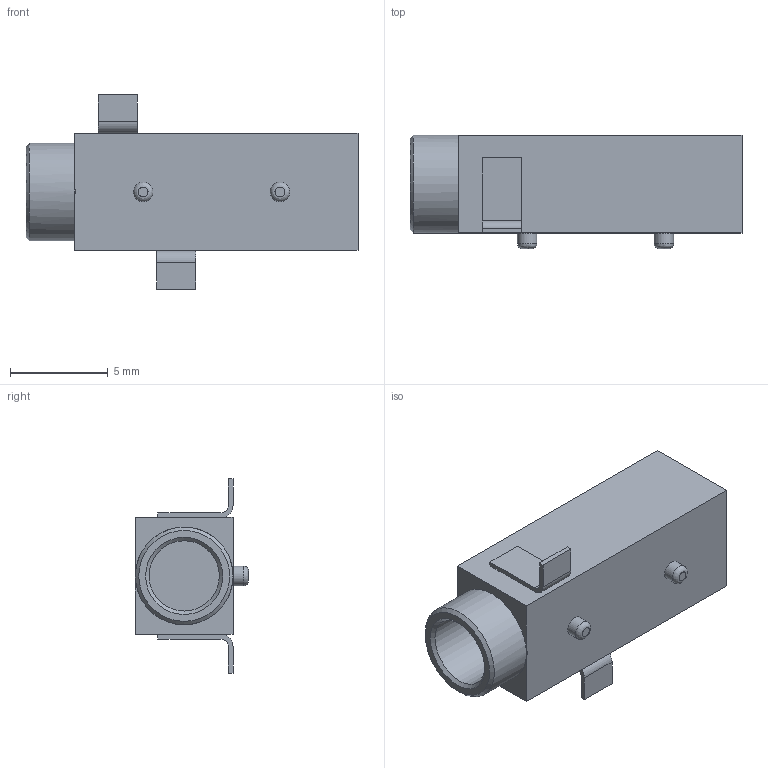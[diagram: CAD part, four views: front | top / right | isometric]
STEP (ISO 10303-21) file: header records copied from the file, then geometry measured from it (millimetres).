
FILE_DESCRIPTION(('FreeCAD Model'),'2;1');
FILE_NAME('Open CASCADE Shape Model','2025-02-07T13:24:15',('Author'),( ''),'Open CASCADE STEP processor 7.8','FreeCAD','Unknown');
FILE_SCHEMA(('AUTOMOTIVE_DESIGN { 1 0 10303 214 1 1 1 1 }'));
Length unit declared in the file: millimetre
Products named in the file (4): sj-3524-smt-tr-pi v005; sj-3524-smt-tr-pi v1; sj-3524-smt-tr-pi v002; sj-3524-smt-tr-pi v004
Assembly tree (3 placements, depth 2):
  sj-3524-smt-tr-pi v005
    sj-3524-smt-tr-pi v1
    sj-3524-smt-tr-pi v002
    sj-3524-smt-tr-pi v004
Bounding box: 17 x 5.8 x 9.96 mm (x, y, z)
Volume: 322.3 mm3; surface area: 656.9 mm2
Topology: 3 solids, 3 shells, 47 faces, 110 edges, 72 vertices
Faces by surface type: plane 35, cylinder 8, cone 2, bspline 2
Full cylindrical faces by diameter (mm): 1 x2, 3.6 x1, 5 x1
Entity records: 1478 total; most frequent: CARTESIAN_POINT 285, DIRECTION 238, ORIENTED_EDGE 220, EDGE_CURVE 110, LINE 80, VECTOR 80, AXIS2_PLACEMENT_3D 79, VERTEX_POINT 72
